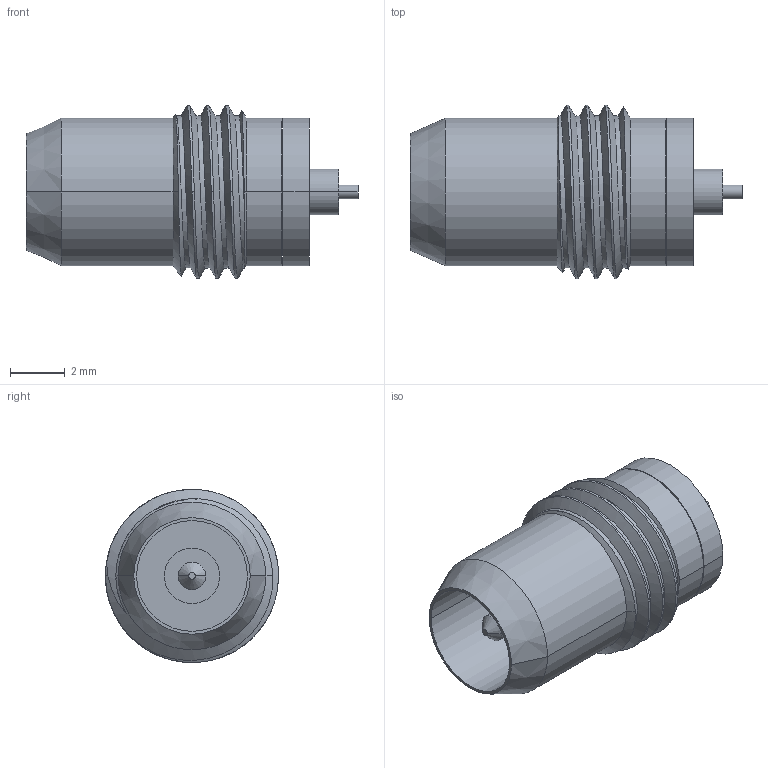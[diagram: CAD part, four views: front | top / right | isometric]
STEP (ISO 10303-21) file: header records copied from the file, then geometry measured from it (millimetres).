
FILE_DESCRIPTION (( 'STEP AP214' ), '1' );
FILE_NAME ('FMCN1236_3D.step', '2025-11-17T22:23:11', ( '' ), ( '' ), 'SwSTEP 2.0', 'SolidWorks 2025', '' );
FILE_SCHEMA (( 'AUTOMOTIVE_DESIGN' ));
Length unit declared in the file: inch
Products named in the file (1): FMCN1236_3D
Bounding box: 12.18 x 6.35 x 6.34 mm (x, y, z)
Volume: 187 mm3; surface area: 385.9 mm2
Topology: 2 solids, 2 shells, 49 faces, 108 edges, 69 vertices
Faces by surface type: cylinder 27, plane 10, cone 9, bspline 3
Entity records: 3224 total; most frequent: CARTESIAN_POINT 2125, DIRECTION 223, ORIENTED_EDGE 216, EDGE_CURVE 108, AXIS2_PLACEMENT_3D 94, VERTEX_POINT 69, EDGE_LOOP 57, ADVANCED_FACE 49
